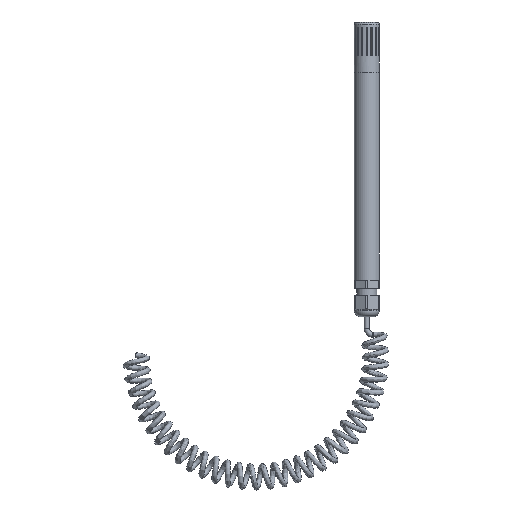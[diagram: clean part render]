
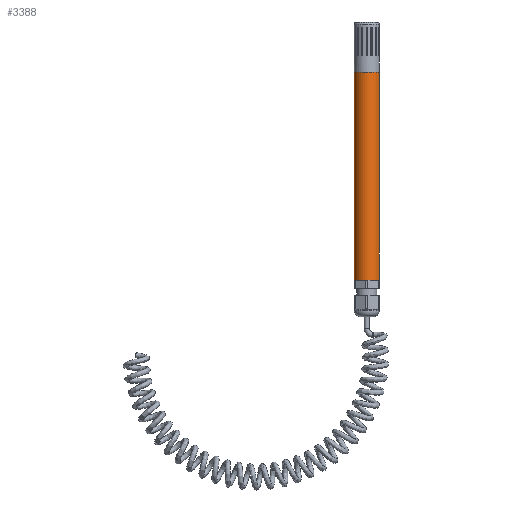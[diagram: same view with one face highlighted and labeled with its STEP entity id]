
A CAD part, front view. The second image highlights one B-rep face of the part: STEP entity #3388.
In plain terms, the highlighted cylindrical face has radius 7.5 mm (diameter 15 mm), a full revolution.
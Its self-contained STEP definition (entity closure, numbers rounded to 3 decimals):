
#354=LINE('',#12335,#628);
#628=VECTOR('',#4225,7.5);
#874=CYLINDRICAL_SURFACE('',#3693,7.5);
#959=FACE_OUTER_BOUND('',#1151,.T.);
#1151=EDGE_LOOP('',(#2584,#2585,#2586,#2587));
#1355=CIRCLE('',#3689,7.5);
#1358=CIRCLE('',#3694,7.5);
#1530=VERTEX_POINT('',#12325);
#1533=VERTEX_POINT('',#12334);
#1920=EDGE_CURVE('',#1530,#1530,#1355,.T.);
#1924=EDGE_CURVE('',#1530,#1533,#354,.T.);
#1925=EDGE_CURVE('',#1533,#1533,#1358,.T.);
#2584=ORIENTED_EDGE('',*,*,#1920,.F.);
#2585=ORIENTED_EDGE('',*,*,#1924,.T.);
#2586=ORIENTED_EDGE('',*,*,#1925,.T.);
#2587=ORIENTED_EDGE('',*,*,#1924,.F.);
#3388=ADVANCED_FACE('',(#959),#874,.T.);
#3689=AXIS2_PLACEMENT_3D('',#12326,#4214,#4215);
#3693=AXIS2_PLACEMENT_3D('',#12333,#4223,#4224);
#3694=AXIS2_PLACEMENT_3D('',#12336,#4226,#4227);
#4214=DIRECTION('center_axis',(0.,0.,1.));
#4215=DIRECTION('ref_axis',(1.,0.,0.));
#4223=DIRECTION('center_axis',(0.,0.,1.));
#4224=DIRECTION('ref_axis',(1.,0.,0.));
#4225=DIRECTION('',(0.,0.,-1.));
#4226=DIRECTION('center_axis',(0.,0.,1.));
#4227=DIRECTION('ref_axis',(1.,0.,0.));
#12325=CARTESIAN_POINT('',(-7.5,0.,125.));
#12326=CARTESIAN_POINT('Origin',(0.,0.,125.));
#12333=CARTESIAN_POINT('Origin',(0.,0.,0.));
#12334=CARTESIAN_POINT('',(-7.5,0.,0.));
#12335=CARTESIAN_POINT('',(-7.5,0.,0.));
#12336=CARTESIAN_POINT('Origin',(0.,0.,0.));
